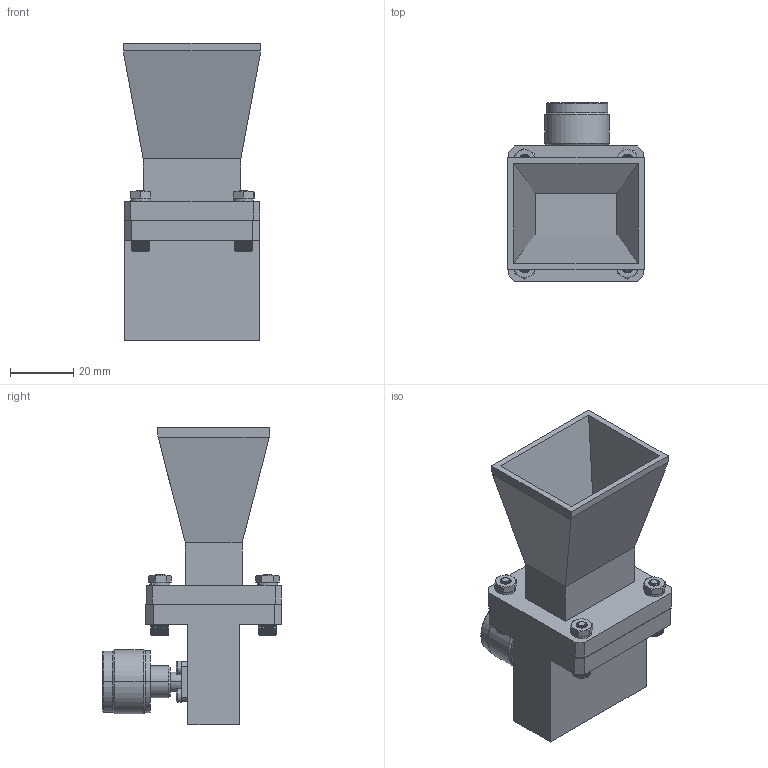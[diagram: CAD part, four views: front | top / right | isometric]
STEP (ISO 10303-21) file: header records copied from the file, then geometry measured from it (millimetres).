
FILE_DESCRIPTION (( 'STEP AP214' ), '1' );
FILE_NAME ('FMWAN102-10NM_3D.STEP', '2022-02-03T15:00:34', ( '' ), ( '' ), 'SwSTEP 2.0', 'SolidWorks 2021', '' );
FILE_SCHEMA (( 'AUTOMOTIVE_DESIGN' ));
Length unit declared in the file: inch
Products named in the file (11): 6-32SH-HXx.625_92196A150; PE9890; Copy of PE9890_Body^PE9890; PEWAN102-10; 6-LW; Copy of PE9890_NF con^PE9890; FMWAN102-10NM_3D; Copy of PE9890_NM con^Copy of PE9890_NF con_PE9890; Copy of N-PANEL^Copy of PE9890_NF con_PE9890; Copy of con screw^Copy of PE9890_NF con_PE9890; 6-32HN-NARROW_90730A007
Assembly tree (22 placements, depth 4):
  FMWAN102-10NM_3D
    6-32HN-NARROW_90730A007  x4
    6-32SH-HXx.625_92196A150  x4
    6-LW  x4
    PE9890
      Copy of PE9890_Body^PE9890
      Copy of PE9890_NF con^PE9890
        Copy of con screw^Copy of PE9890_NF con_PE9890  x4
        Copy of PE9890_NM con^Copy of PE9890_NF con_PE9890
        Copy of N-PANEL^Copy of PE9890_NF con_PE9890
    PEWAN102-10
Bounding box: 43.27 x 56.62 x 94.1 mm (x, y, z)
Volume: 49919.3 mm3; surface area: 33512.8 mm2
Topology: 20 solids, 20 shells, 1578 faces, 3880 edges, 2365 vertices
Faces by surface type: plane 694, cylinder 454, cone 400, bspline 28, sphere 2
Entity records: 18825 total; most frequent: CARTESIAN_POINT 6562, ORIENTED_EDGE 2510, DIRECTION 2118, EDGE_CURVE 1255, AXIS2_PLACEMENT_3D 796, VERTEX_POINT 772, EDGE_LOOP 557, LINE 526
